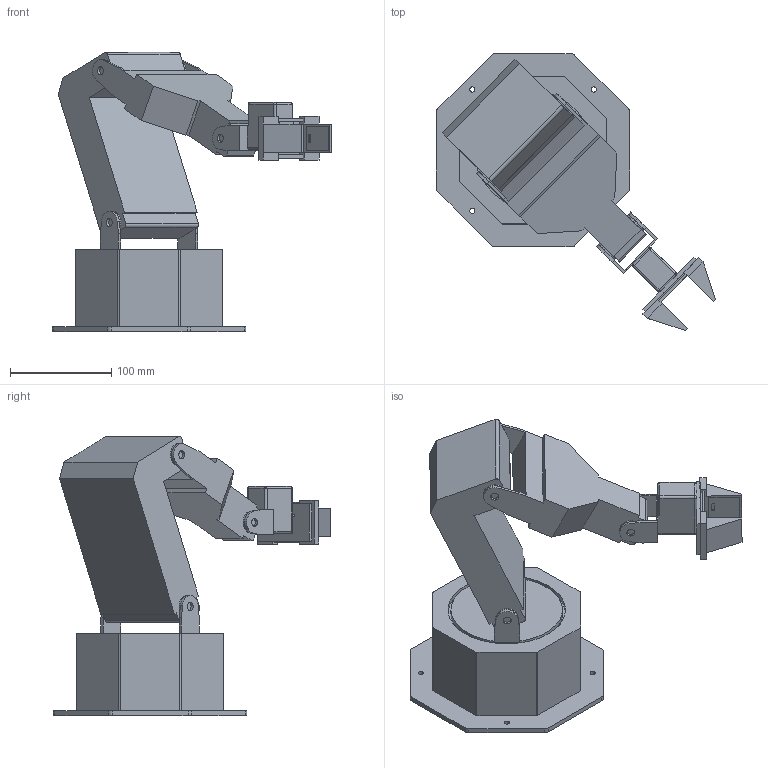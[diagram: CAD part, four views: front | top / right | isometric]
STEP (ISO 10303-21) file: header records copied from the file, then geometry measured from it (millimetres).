
FILE_DESCRIPTION((''),'2;1');
FILE_NAME('Reactor_SOLID_Nowrist.stp','2013-03-07T17:28:07',('Andrew'),(''),'Autodesk Inventor 2012','Autodesk Inventor 2012','');
FILE_SCHEMA(('AUTOMOTIVE_DESIGN { 1 0 10303 214 1 1 1 1 }'));
Length unit declared in the file: millimetre
Products named in the file (9): Reactor_SOLID_Nowrist; Base; Shoulder; Bicep; ForeArm; Wrist; PX-Gripper; Guide_Rail_Fixed; Gripper_Hand_Fixed
Assembly tree (9 placements, depth 3):
  Reactor_SOLID_Nowrist
    Base
    Shoulder
    Bicep
    ForeArm
    Wrist
    PX-Gripper
      Guide_Rail_Fixed
      Gripper_Hand_Fixed  x2
Bounding box: 275.28 x 273.31 x 275.11 mm (x, y, z)
Volume: 2703024.9 mm3; surface area: 261656 mm2
Topology: 8 solids, 10 shells, 243 faces, 621 edges, 404 vertices
Faces by surface type: plane 171, cylinder 68, sphere 4
Full cylindrical faces by diameter (mm): 1.6 x2, 2.5 x2, 5.1 x4, 8 x6, 22 x7, 23 x1, 110 x1, 116 x1
Entity records: 6837 total; most frequent: CARTESIAN_POINT 1146, DIRECTION 1139, ORIENTED_EDGE 1066, EDGE_CURVE 533, VECTOR 397, LINE 397, AXIS2_PLACEMENT_3D 371, VERTEX_POINT 358
